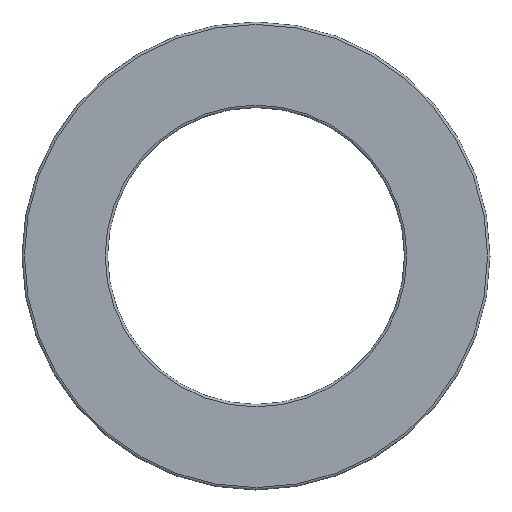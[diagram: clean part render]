
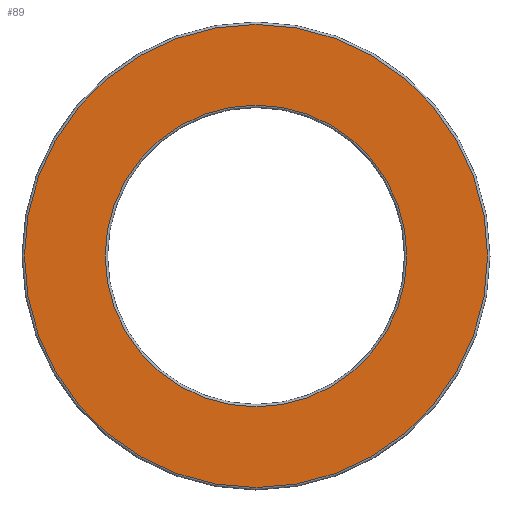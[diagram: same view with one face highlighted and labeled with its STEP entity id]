
A CAD part, left-side view. The second image highlights one B-rep face of the part: STEP entity #89.
In plain terms, the highlighted planar face has unit normal (-1, 0, 0).
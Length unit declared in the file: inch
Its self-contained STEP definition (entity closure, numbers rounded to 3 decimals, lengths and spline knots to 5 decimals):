
#20 = EDGE_CURVE ( 'NONE', #1086, #1086, #1441, .T. ) ;
#89 = ADVANCED_FACE ( 'NONE', ( #957, #775 ), #256, .F. ) ;
#94 = EDGE_LOOP ( 'NONE', ( #678 ) ) ;
#111 = ORIENTED_EDGE ( 'NONE', *, *, #20, .F. ) ;
#138 = CARTESIAN_POINT ( 'NONE',  ( -0.406, 0., 0. ) ) ;
#255 = EDGE_LOOP ( 'NONE', ( #111 ) ) ;
#256 = PLANE ( 'NONE',  #726 ) ;
#285 = AXIS2_PLACEMENT_3D ( 'NONE', #954, #717, #1163 ) ;
#362 = CARTESIAN_POINT ( 'NONE',  ( -0.406, 0., 1.23875 ) ) ;
#465 = CARTESIAN_POINT ( 'NONE',  ( -0.406, 0., 0. ) ) ;
#678 = ORIENTED_EDGE ( 'NONE', *, *, #1343, .T. ) ;
#700 = DIRECTION ( 'NONE',  ( 0., 0., 1. ) ) ;
#711 = DIRECTION ( 'NONE',  ( -1., 0., 0. ) ) ;
#717 = DIRECTION ( 'NONE',  ( -1., 0., 0. ) ) ;
#726 = AXIS2_PLACEMENT_3D ( 'NONE', #138, #1046, #937 ) ;
#775 = FACE_OUTER_BOUND ( 'NONE', #94, .T. ) ;
#791 = CARTESIAN_POINT ( 'NONE',  ( -0.406, 0., 1.90188 ) ) ;
#841 = AXIS2_PLACEMENT_3D ( 'NONE', #465, #711, #700 ) ;
#937 = DIRECTION ( 'NONE',  ( 0., 0., -1. ) ) ;
#954 = CARTESIAN_POINT ( 'NONE',  ( -0.406, 0., 0. ) ) ;
#957 = FACE_BOUND ( 'NONE', #255, .T. ) ;
#995 = CIRCLE ( 'NONE', #841, 1.90188 ) ;
#1045 = VERTEX_POINT ( 'NONE', #791 ) ;
#1046 = DIRECTION ( 'NONE',  ( 1., 0., 0. ) ) ;
#1086 = VERTEX_POINT ( 'NONE', #362 ) ;
#1163 = DIRECTION ( 'NONE',  ( 0., 0., 1. ) ) ;
#1343 = EDGE_CURVE ( 'NONE', #1045, #1045, #995, .T. ) ;
#1441 = CIRCLE ( 'NONE', #285, 1.23875 ) ;
